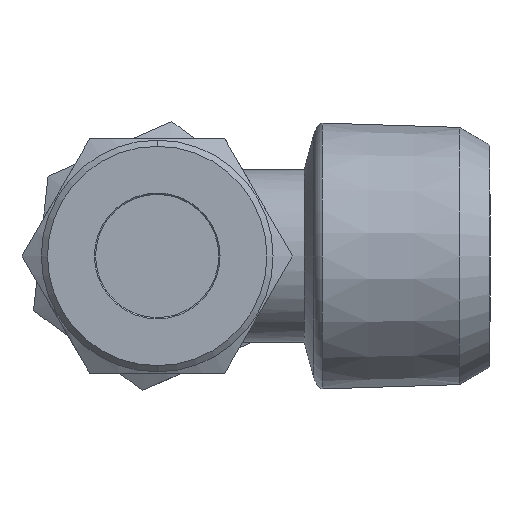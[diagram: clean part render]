
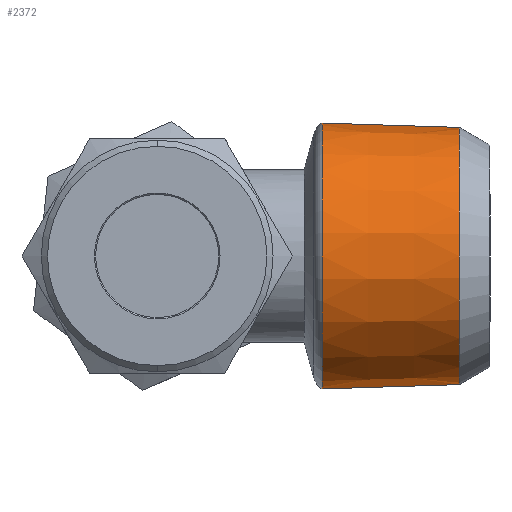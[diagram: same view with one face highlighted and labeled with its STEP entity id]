
A CAD part, left-side view. The second image highlights one B-rep face of the part: STEP entity #2372.
In plain terms, the highlighted conical face has half-angle 1.79 degrees and reference radius 10.435 mm.
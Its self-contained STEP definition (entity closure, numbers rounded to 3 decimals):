
#1 = EDGE_LOOP ( 'NONE', ( #1575, #1576, #1577, #1578 ) ) ;
#218 = LINE ( 'NONE', #947, #222 ) ;
#221 = LINE ( 'NONE', #952, #225 ) ;
#222 = VECTOR ( 'NONE', #946, 1000. ) ;
#225 = VECTOR ( 'NONE', #951, 1000. ) ;
#307 = CIRCLE ( 'NONE', #2043, 10.783 ) ;
#396 = CIRCLE ( 'NONE', #2049, 10.435 ) ;
#488 = CARTESIAN_POINT ( 'NONE',  ( 0., 13.626, 0. ) ) ;
#489 = DIRECTION ( 'NONE',  ( 0., 1., 0. ) ) ;
#490 = DIRECTION ( 'NONE',  ( 0., 0., -1. ) ) ;
#946 = DIRECTION ( 'NONE',  ( 0., 1., -0.031 ) ) ;
#947 = CARTESIAN_POINT ( 'NONE',  ( 0., 2.485, -10.435 ) ) ;
#951 = DIRECTION ( 'NONE',  ( 0., 1., 0.031 ) ) ;
#952 = CARTESIAN_POINT ( 'NONE',  ( 0., 2.485, 10.435 ) ) ;
#1217 = DIRECTION ( 'NONE',  ( 0., 0., 1. ) ) ;
#1218 = CARTESIAN_POINT ( 'NONE',  ( 0., 2.485, 0. ) ) ;
#1219 = DIRECTION ( 'NONE',  ( 0., 1., 0. ) ) ;
#1419 = FACE_OUTER_BOUND ( 'NONE', #1, .T. ) ;
#1436 = CONICAL_SURFACE ( 'NONE', #1929, 10.435, 0.031 ) ;
#1575 = ORIENTED_EDGE ( 'NONE', *, *, #2476, .F. ) ;
#1576 = ORIENTED_EDGE ( 'NONE', *, *, #2585, .F. ) ;
#1577 = ORIENTED_EDGE ( 'NONE', *, *, #2478, .T. ) ;
#1578 = ORIENTED_EDGE ( 'NONE', *, *, #2536, .F. ) ;
#1929 = AXIS2_PLACEMENT_3D ( 'NONE', #1218, #1219, #1217 ) ;
#2043 = AXIS2_PLACEMENT_3D ( 'NONE', #488, #489, #490 ) ;
#2049 = AXIS2_PLACEMENT_3D ( 'NONE', #2143, #2144, #2145 ) ;
#2143 = CARTESIAN_POINT ( 'NONE',  ( 0., 2.485, 0. ) ) ;
#2144 = DIRECTION ( 'NONE',  ( 0., -1., 0. ) ) ;
#2145 = DIRECTION ( 'NONE',  ( 0., 0., -1. ) ) ;
#2258 = CARTESIAN_POINT ( 'NONE',  ( 0., 13.626, -10.783 ) ) ;
#2259 = CARTESIAN_POINT ( 'NONE',  ( 0., 13.626, 10.783 ) ) ;
#2263 = CARTESIAN_POINT ( 'NONE',  ( 0., 2.485, 10.435 ) ) ;
#2308 = CARTESIAN_POINT ( 'NONE',  ( 0., 2.485, -10.435 ) ) ;
#2372 = ADVANCED_FACE ( 'NONE', ( #1419 ), #1436, .T. ) ;
#2476 = EDGE_CURVE ( 'NONE', #3159, #3105, #218, .T. ) ;
#2478 = EDGE_CURVE ( 'NONE', #3110, #3106, #221, .T. ) ;
#2536 = EDGE_CURVE ( 'NONE', #3105, #3106, #307, .T. ) ;
#2585 = EDGE_CURVE ( 'NONE', #3110, #3159, #396, .T. ) ;
#3105 = VERTEX_POINT ( 'NONE', #2258 ) ;
#3106 = VERTEX_POINT ( 'NONE', #2259 ) ;
#3110 = VERTEX_POINT ( 'NONE', #2263 ) ;
#3159 = VERTEX_POINT ( 'NONE', #2308 ) ;
